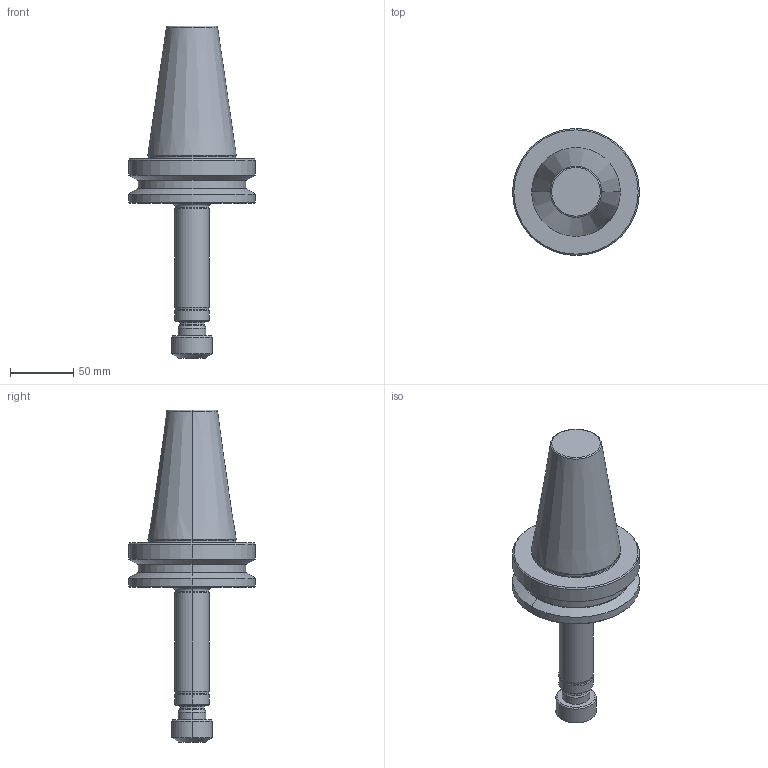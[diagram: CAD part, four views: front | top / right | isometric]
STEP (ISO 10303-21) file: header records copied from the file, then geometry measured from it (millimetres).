
FILE_DESCRIPTION (( 'STEP AP203' ), '1' );
FILE_NAME ('BT 50 ER 16 160 AD-6.3G15000 SL.STEP', '2019-05-21T05:05:15', ( '' ), ( '' ), 'SwSTEP 2.0', 'SolidWorks 2014', '' );
FILE_SCHEMA (( 'CONFIG_CONTROL_DESIGN' ));
Length unit declared in the file: millimetre
Products named in the file (1): BT 50 ER 16 160 AD-6.3G15000 SL
Bounding box: 100 x 100 x 261.8 mm (x, y, z)
Volume: 580599.3 mm3; surface area: 55244.1 mm2
Topology: 1 solids, 1 shells, 62 faces, 122 edges, 68 vertices
Faces by surface type: cone 20, cylinder 18, torus 16, plane 8
Entity records: 1667 total; most frequent: DIRECTION 332, CARTESIAN_POINT 253, ORIENTED_EDGE 244, AXIS2_PLACEMENT_3D 147, EDGE_CURVE 122, CIRCLE 84, VERTEX_POINT 68, EDGE_LOOP 68
